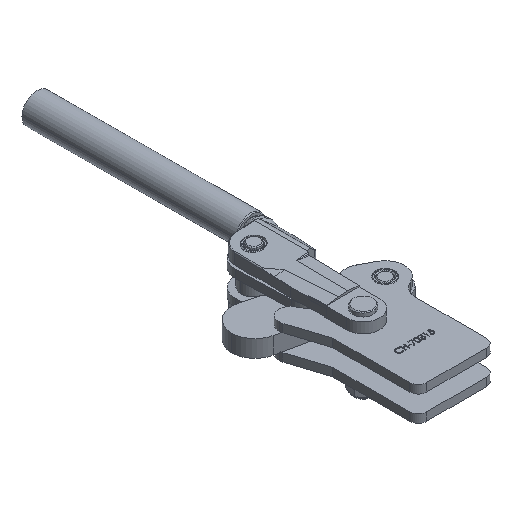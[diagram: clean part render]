
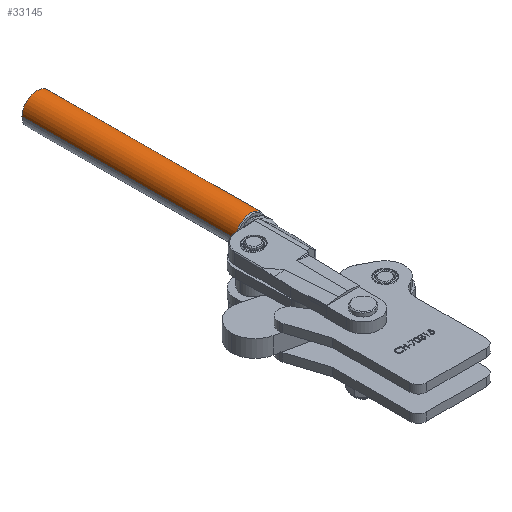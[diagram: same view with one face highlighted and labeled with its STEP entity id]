
A CAD part, isometric view. The second image highlights one B-rep face of the part: STEP entity #33145.
In plain terms, the highlighted cylindrical face has radius 8.75 mm (diameter 17.5 mm), a partial arc.
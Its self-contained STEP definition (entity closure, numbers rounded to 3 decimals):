
#1080 = ORIENTED_EDGE ( 'NONE', *, *, #87968, .T. ) ;
#2802 = DIRECTION ( 'NONE',  ( 0., -1., 0. ) ) ;
#3523 = CARTESIAN_POINT ( 'NONE',  ( -88.3, 22.948, 26.814 ) ) ;
#6121 = CYLINDRICAL_SURFACE ( 'NONE', #77235, 8.75 ) ;
#6852 = CARTESIAN_POINT ( 'NONE',  ( -212.8, 31.698, 18.064 ) ) ;
#6986 = ORIENTED_EDGE ( 'NONE', *, *, #74399, .T. ) ;
#8539 = VERTEX_POINT ( 'NONE', #60321 ) ;
#9260 = ORIENTED_EDGE ( 'NONE', *, *, #65381, .F. ) ;
#9872 = CIRCLE ( 'NONE', #41263, 8.75 ) ;
#11796 = CARTESIAN_POINT ( 'NONE',  ( -88.3, 22.948, 18.064 ) ) ;
#13815 = DIRECTION ( 'NONE',  ( -1., 0., 0. ) ) ;
#13942 = CIRCLE ( 'NONE', #19788, 8.75 ) ;
#19357 = DIRECTION ( 'NONE',  ( 0., 0., 1. ) ) ;
#19513 = DIRECTION ( 'NONE',  ( 0., 1., 0. ) ) ;
#19788 = AXIS2_PLACEMENT_3D ( 'NONE', #11796, #64114, #19357 ) ;
#21087 = CARTESIAN_POINT ( 'NONE',  ( -212.8, 14.198, 18.064 ) ) ;
#33145 = ADVANCED_FACE ( 'NONE', ( #45922 ), #6121, .T. ) ;
#36163 = EDGE_CURVE ( 'NONE', #49175, #64464, #13942, .T. ) ;
#38245 = CIRCLE ( 'NONE', #49913, 8.75 ) ;
#38458 = LINE ( 'NONE', #41796, #78287 ) ;
#41263 = AXIS2_PLACEMENT_3D ( 'NONE', #58652, #13815, #66138 ) ;
#41796 = CARTESIAN_POINT ( 'NONE',  ( -212.8, 14.198, 18.064 ) ) ;
#45922 = FACE_OUTER_BOUND ( 'NONE', #73816, .T. ) ;
#47609 = DIRECTION ( 'NONE',  ( -1., 0., 0. ) ) ;
#49175 = VERTEX_POINT ( 'NONE', #61709 ) ;
#49282 = DIRECTION ( 'NONE',  ( 1., 0., 0. ) ) ;
#49913 = AXIS2_PLACEMENT_3D ( 'NONE', #92537, #47609, #2802 ) ;
#55853 = VERTEX_POINT ( 'NONE', #82087 ) ;
#58652 = CARTESIAN_POINT ( 'NONE',  ( -88.3, 22.948, 18.064 ) ) ;
#59222 = DIRECTION ( 'NONE',  ( 1., 0., 0. ) ) ;
#60321 = CARTESIAN_POINT ( 'NONE',  ( -212.8, 31.698, 18.064 ) ) ;
#61709 = CARTESIAN_POINT ( 'NONE',  ( -88.3, 14.198, 18.064 ) ) ;
#64114 = DIRECTION ( 'NONE',  ( -1., 0., 0. ) ) ;
#64242 = VECTOR ( 'NONE', #59222, 1000. ) ;
#64464 = VERTEX_POINT ( 'NONE', #3523 ) ;
#64580 = DIRECTION ( 'NONE',  ( 1., 0., 0. ) ) ;
#65381 = EDGE_CURVE ( 'NONE', #78891, #8539, #38245, .T. ) ;
#66138 = DIRECTION ( 'NONE',  ( 0., 0., 1. ) ) ;
#66668 = ORIENTED_EDGE ( 'NONE', *, *, #87563, .F. ) ;
#73816 = EDGE_LOOP ( 'NONE', ( #9260, #1080, #92522, #6986, #66668 ) ) ;
#74399 = EDGE_CURVE ( 'NONE', #64464, #55853, #9872, .T. ) ;
#77235 = AXIS2_PLACEMENT_3D ( 'NONE', #86608, #64580, #19513 ) ;
#78287 = VECTOR ( 'NONE', #49282, 1000. ) ;
#78891 = VERTEX_POINT ( 'NONE', #21087 ) ;
#82087 = CARTESIAN_POINT ( 'NONE',  ( -88.3, 31.698, 18.064 ) ) ;
#86601 = LINE ( 'NONE', #6852, #64242 ) ;
#86608 = CARTESIAN_POINT ( 'NONE',  ( -212.8, 22.948, 18.064 ) ) ;
#87563 = EDGE_CURVE ( 'NONE', #8539, #55853, #86601, .T. ) ;
#87968 = EDGE_CURVE ( 'NONE', #78891, #49175, #38458, .T. ) ;
#92522 = ORIENTED_EDGE ( 'NONE', *, *, #36163, .T. ) ;
#92537 = CARTESIAN_POINT ( 'NONE',  ( -212.8, 22.948, 18.064 ) ) ;
